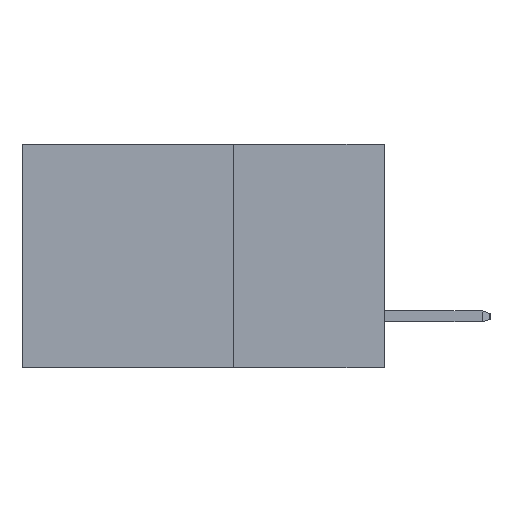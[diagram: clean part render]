
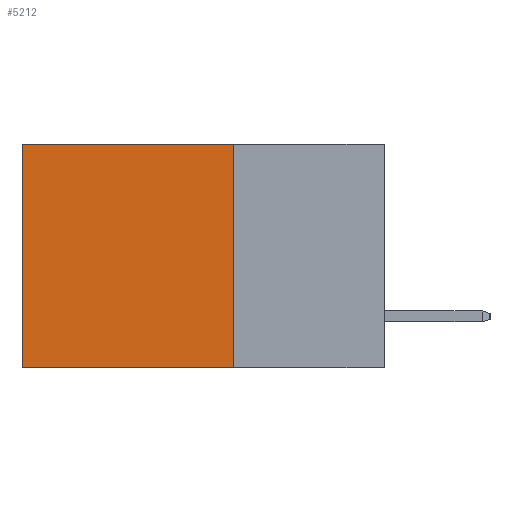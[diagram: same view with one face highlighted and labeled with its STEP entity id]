
A CAD part, left-side view. The second image highlights one B-rep face of the part: STEP entity #5212.
In plain terms, the highlighted planar face has unit normal (-1, 0, 0).
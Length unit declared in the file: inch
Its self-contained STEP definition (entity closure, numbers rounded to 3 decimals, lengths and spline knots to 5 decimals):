
#508 = EDGE_CURVE ( 'NONE', #9121, #5781, #4917, .T. ) ;
#837 = DIRECTION ( 'NONE',  ( 0., 0., -1. ) ) ;
#880 = CARTESIAN_POINT ( 'NONE',  ( 0.298, 0.6, 0. ) ) ;
#1062 = LINE ( 'NONE', #12375, #4109 ) ;
#1324 = EDGE_CURVE ( 'NONE', #5781, #6769, #2802, .T. ) ;
#1500 = CARTESIAN_POINT ( 'NONE',  ( 0.298, 0.25, 0. ) ) ;
#1537 = CARTESIAN_POINT ( 'NONE',  ( 0.298, 0.25, 0. ) ) ;
#2072 = DIRECTION ( 'NONE',  ( 1., 0., 0. ) ) ;
#2802 = LINE ( 'NONE', #9770, #10512 ) ;
#2873 = AXIS2_PLACEMENT_3D ( 'NONE', #1537, #2072, #837 ) ;
#3182 = PLANE ( 'NONE',  #2873 ) ;
#4109 = VECTOR ( 'NONE', #4499, 39.37008 ) ;
#4153 = ORIENTED_EDGE ( 'NONE', *, *, #7822, .T. ) ;
#4499 = DIRECTION ( 'NONE',  ( 0., 0., -1. ) ) ;
#4917 = LINE ( 'NONE', #5304, #12404 ) ;
#5212 = ADVANCED_FACE ( 'NONE', ( #11999 ), #3182, .F. ) ;
#5304 = CARTESIAN_POINT ( 'NONE',  ( 0.298, 0.25, 0. ) ) ;
#5494 = CARTESIAN_POINT ( 'NONE',  ( 0.298, 0.25, -0.37 ) ) ;
#5619 = ORIENTED_EDGE ( 'NONE', *, *, #508, .F. ) ;
#5674 = VERTEX_POINT ( 'NONE', #880 ) ;
#5781 = VERTEX_POINT ( 'NONE', #5494 ) ;
#6769 = VERTEX_POINT ( 'NONE', #8235 ) ;
#6830 = ORIENTED_EDGE ( 'NONE', *, *, #1324, .F. ) ;
#7822 = EDGE_CURVE ( 'NONE', #5674, #6769, #1062, .T. ) ;
#8235 = CARTESIAN_POINT ( 'NONE',  ( 0.298, 0.6, -0.37 ) ) ;
#8880 = EDGE_LOOP ( 'NONE', ( #4153, #6830, #5619, #9405 ) ) ;
#9043 = CARTESIAN_POINT ( 'NONE',  ( 0.298, 0.25, 0. ) ) ;
#9121 = VERTEX_POINT ( 'NONE', #1500 ) ;
#9405 = ORIENTED_EDGE ( 'NONE', *, *, #9651, .T. ) ;
#9651 = EDGE_CURVE ( 'NONE', #9121, #5674, #10329, .T. ) ;
#9770 = CARTESIAN_POINT ( 'NONE',  ( 0.298, 0.25, -0.37 ) ) ;
#9838 = DIRECTION ( 'NONE',  ( 0., 1., 0. ) ) ;
#10016 = VECTOR ( 'NONE', #11029, 39.37008 ) ;
#10329 = LINE ( 'NONE', #9043, #10016 ) ;
#10512 = VECTOR ( 'NONE', #9838, 39.37008 ) ;
#11029 = DIRECTION ( 'NONE',  ( 0., 1., 0. ) ) ;
#11999 = FACE_OUTER_BOUND ( 'NONE', #8880, .T. ) ;
#12375 = CARTESIAN_POINT ( 'NONE',  ( 0.298, 0.6, 0. ) ) ;
#12404 = VECTOR ( 'NONE', #12625, 39.37008 ) ;
#12625 = DIRECTION ( 'NONE',  ( 0., 0., -1. ) ) ;
